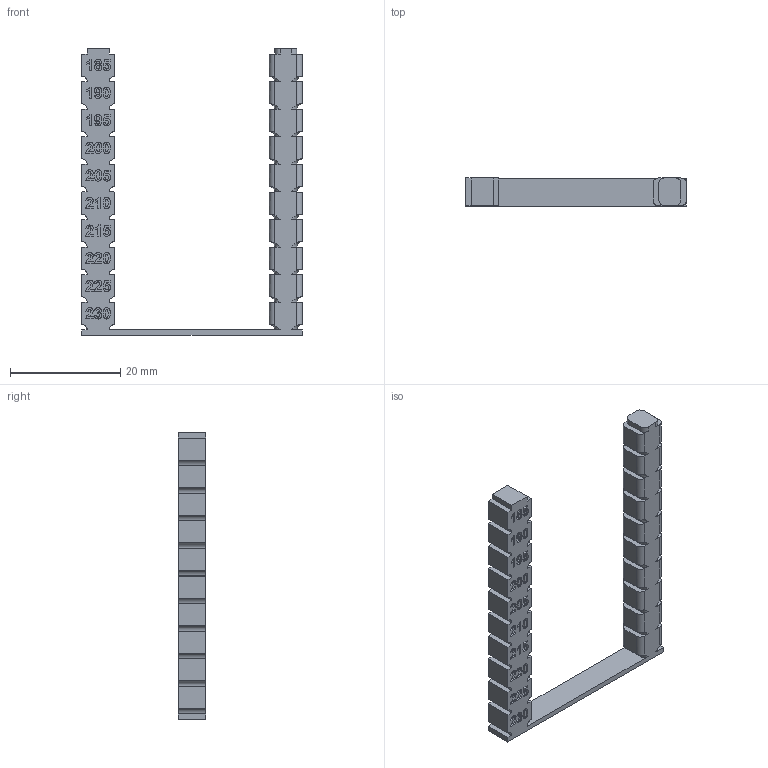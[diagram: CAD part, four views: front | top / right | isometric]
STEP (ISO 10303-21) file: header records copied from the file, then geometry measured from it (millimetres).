
FILE_DESCRIPTION(/* description */ (''),/* implementation_level */ '2;1');
FILE_NAME(/* name */ 'temp_string_test.stp',/* time_stamp */ '2024-09-12T20:47:27+08:00',/* author */ ('user'),/* organization */ (''),/* preprocessor_version */ 'ST-DEVELOPER v20',/* originating_system */ 'Autodesk Inventor 2024',/* authorisation */ '');
FILE_SCHEMA (('AUTOMOTIVE_DESIGN { 1 0 10303 214 3 1 1 }'));
Length unit declared in the file: millimetre
Products named in the file (1): temp_tower
Bounding box: 40 x 5 x 52 mm (x, y, z)
Volume: 2997.8 mm3; surface area: 3144.2 mm2
Topology: 1 solids, 1 shells, 642 faces, 1797 edges, 1198 vertices
Faces by surface type: bspline 282, plane 236, cylinder 84, torus 40
Entity records: 23683 total; most frequent: CARTESIAN_POINT 9003, ORIENTED_EDGE 3594, DIRECTION 2083, EDGE_CURVE 1797, VERTEX_POINT 1198, LINE 945, VECTOR 945, EDGE_LOOP 683
